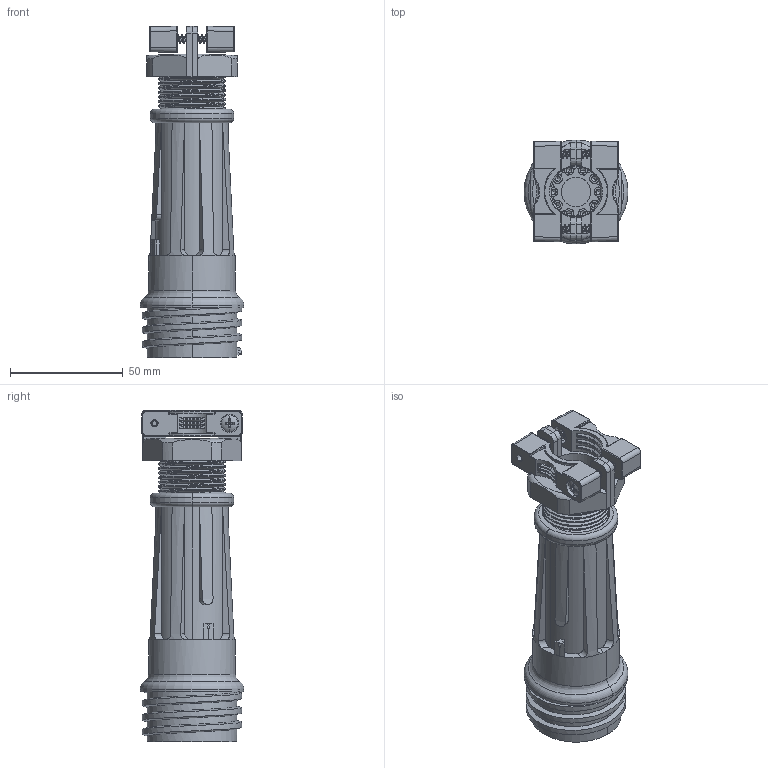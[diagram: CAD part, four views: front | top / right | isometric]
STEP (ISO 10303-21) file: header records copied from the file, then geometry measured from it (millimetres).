
FILE_DESCRIPTION(('STEP AP242'),'1');
FILE_NAME('pxa921-10-s.stp','2024-05-01T22:31:06',('TraceParts'),('TraceParts S.A.'),'Spatial InterOp 3D',' ',' ');
FILE_SCHEMA(('AP242_MANAGED_MODEL_BASED_3D_ENGINEERING_MIM_LF {1 0 10303 442 1 1 4}'));
Length unit declared in the file: millimetre
Products named in the file (1): pxa921-10-s_1
Bounding box: 46 x 46 x 146.65 mm (x, y, z)
Volume: 88326 mm3; surface area: 62605.3 mm2
Topology: 2 solids, 3 shells, 1996 faces, 5392 edges, 3437 vertices
Faces by surface type: plane 1111, cylinder 460, cone 210, bspline 106, torus 97, sphere 12
Entity records: 103101 total; most frequent: CARTESIAN_POINT 54686, ORIENTED_EDGE 10664, DIRECTION 9147, EDGE_CURVE 5332, VERTEX_POINT 3437, LINE 3381, VECTOR 3381, AXIS2_PLACEMENT_3D 2883
